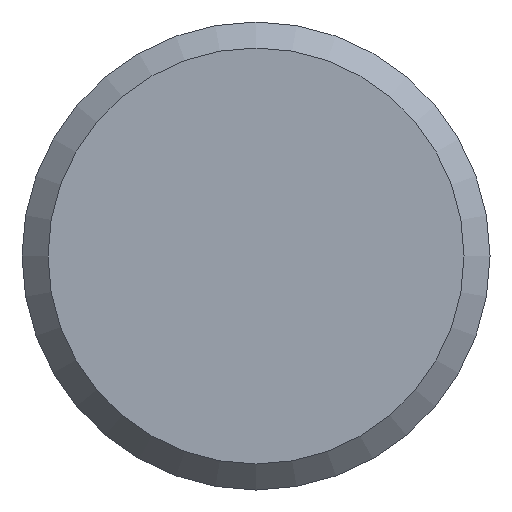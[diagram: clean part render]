
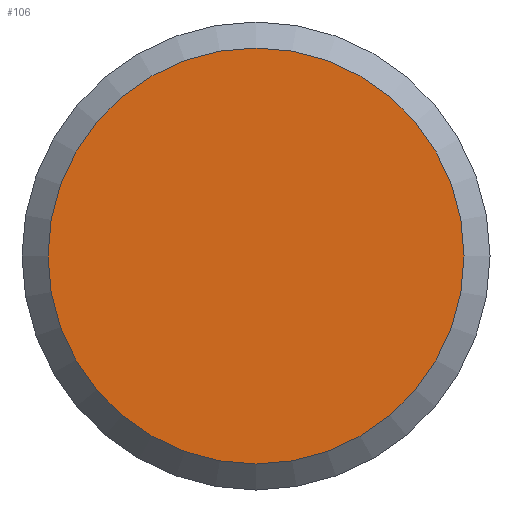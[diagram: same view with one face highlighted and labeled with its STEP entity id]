
A CAD part, front view. The second image highlights one B-rep face of the part: STEP entity #106.
In plain terms, the highlighted planar face has unit normal (0, -1, 0).
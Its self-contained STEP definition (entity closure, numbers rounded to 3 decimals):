
#17=PLANE('',#131);
#23=FACE_OUTER_BOUND('',#30,.T.);
#30=EDGE_LOOP('',(#84));
#41=CIRCLE('',#126,32.);
#52=VERTEX_POINT('',#186);
#61=EDGE_CURVE('',#52,#52,#41,.T.);
#84=ORIENTED_EDGE('',*,*,#61,.F.);
#106=ADVANCED_FACE('',(#23),#17,.F.);
#126=AXIS2_PLACEMENT_3D('',#187,#147,#148);
#131=AXIS2_PLACEMENT_3D('',#197,#159,#160);
#147=DIRECTION('center_axis',(0.,1.,0.));
#148=DIRECTION('ref_axis',(1.,0.,0.));
#159=DIRECTION('center_axis',(0.,1.,0.));
#160=DIRECTION('ref_axis',(1.,0.,0.));
#186=CARTESIAN_POINT('',(-32.,-10.,0.));
#187=CARTESIAN_POINT('Origin',(0.,-10.,0.));
#197=CARTESIAN_POINT('Origin',(0.,-10.,0.));
